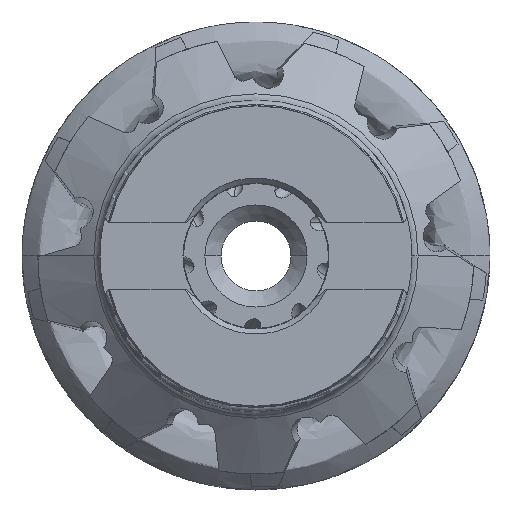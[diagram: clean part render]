
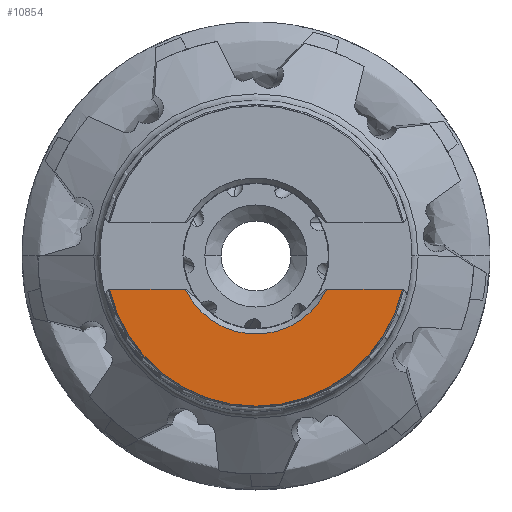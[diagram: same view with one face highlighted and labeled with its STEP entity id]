
A CAD part, left-side view. The second image highlights one B-rep face of the part: STEP entity #10854.
In plain terms, the highlighted planar face has unit normal (-1, 0, 0).
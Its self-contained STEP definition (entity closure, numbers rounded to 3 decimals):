
#335 = LINE ( 'NONE', #11694, #8041 ) ;
#753 = VERTEX_POINT ( 'NONE', #4414 ) ;
#1297 = DIRECTION ( 'NONE',  ( 0., -1., 0. ) ) ;
#1525 = DIRECTION ( 'NONE',  ( 0., 1., 0. ) ) ;
#3915 = ORIENTED_EDGE ( 'NONE', *, *, #16486, .F. ) ;
#4414 = CARTESIAN_POINT ( 'NONE',  ( -49.1, -13.135, -6.2 ) ) ;
#5315 = CARTESIAN_POINT ( 'NONE',  ( -49.1, 0., 0. ) ) ;
#5414 = AXIS2_PLACEMENT_3D ( 'NONE', #5315, #15456, #6753 ) ;
#5632 = AXIS2_PLACEMENT_3D ( 'NONE', #18074, #9987, #1297 ) ;
#6753 = DIRECTION ( 'NONE',  ( 0., -1., 0. ) ) ;
#8041 = VECTOR ( 'NONE', #1525, 1000. ) ;
#8139 = VECTOR ( 'NONE', #14692, 1000. ) ;
#8240 = CARTESIAN_POINT ( 'NONE',  ( -49.1, -27.225, -6.2 ) ) ;
#8320 = CARTESIAN_POINT ( 'NONE',  ( -49.1, 13.135, -6.2 ) ) ;
#8621 = CARTESIAN_POINT ( 'NONE',  ( -49.1, 0., 0. ) ) ;
#8692 = ORIENTED_EDGE ( 'NONE', *, *, #11928, .T. ) ;
#8720 = CIRCLE ( 'NONE', #16519, 27.922 ) ;
#9987 = DIRECTION ( 'NONE',  ( -1., 0., 0. ) ) ;
#10097 = DIRECTION ( 'NONE',  ( 0., -1., 0. ) ) ;
#10854 = ADVANCED_FACE ( 'NONE', ( #11791 ), #15150, .T. ) ;
#11694 = CARTESIAN_POINT ( 'NONE',  ( -49.1, -55., -6.2 ) ) ;
#11791 = FACE_OUTER_BOUND ( 'NONE', #15730, .T. ) ;
#11841 = ORIENTED_EDGE ( 'NONE', *, *, #16045, .T. ) ;
#11928 = EDGE_CURVE ( 'NONE', #753, #18346, #17674, .T. ) ;
#12024 = LINE ( 'NONE', #17541, #8139 ) ;
#12090 = EDGE_CURVE ( 'NONE', #18346, #12300, #12024, .T. ) ;
#12300 = VERTEX_POINT ( 'NONE', #12391 ) ;
#12391 = CARTESIAN_POINT ( 'NONE',  ( -49.1, 27.225, -6.2 ) ) ;
#14286 = VERTEX_POINT ( 'NONE', #8240 ) ;
#14692 = DIRECTION ( 'NONE',  ( 0., 1., 0. ) ) ;
#15150 = PLANE ( 'NONE',  #5632 ) ;
#15456 = DIRECTION ( 'NONE',  ( 1., 0., 0. ) ) ;
#15730 = EDGE_LOOP ( 'NONE', ( #11841, #8692, #17077, #3915 ) ) ;
#16045 = EDGE_CURVE ( 'NONE', #14286, #753, #335, .T. ) ;
#16486 = EDGE_CURVE ( 'NONE', #14286, #12300, #8720, .T. ) ;
#16519 = AXIS2_PLACEMENT_3D ( 'NONE', #8621, #18750, #10097 ) ;
#17077 = ORIENTED_EDGE ( 'NONE', *, *, #12090, .T. ) ;
#17541 = CARTESIAN_POINT ( 'NONE',  ( -49.1, -55., -6.2 ) ) ;
#17674 = CIRCLE ( 'NONE', #5414, 14.525 ) ;
#18074 = CARTESIAN_POINT ( 'NONE',  ( -49.1, 0., 0. ) ) ;
#18346 = VERTEX_POINT ( 'NONE', #8320 ) ;
#18750 = DIRECTION ( 'NONE',  ( 1., 0., 0. ) ) ;
